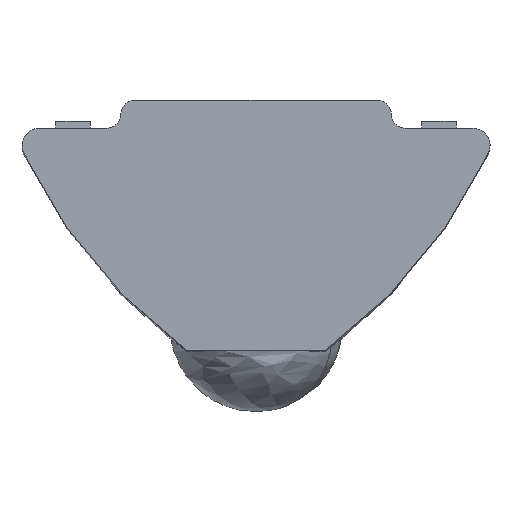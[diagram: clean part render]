
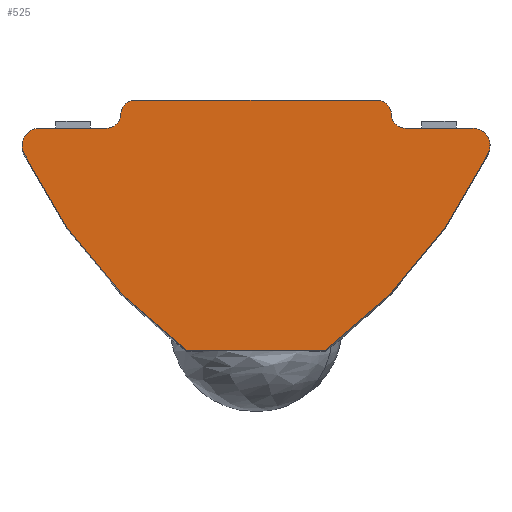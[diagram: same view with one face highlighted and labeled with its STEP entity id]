
A CAD part, top view. The second image highlights one B-rep face of the part: STEP entity #525.
In plain terms, the highlighted planar face has unit normal (0, 0, 1).
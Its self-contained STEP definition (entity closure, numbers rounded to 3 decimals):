
#7 = PLANE ( 'NONE',  #632 ) ;
#10 = DIRECTION ( 'NONE',  ( 0., 0., -1. ) ) ;
#24 = DIRECTION ( 'NONE',  ( 0., 0., -1. ) ) ;
#27 = CIRCLE ( 'NONE', #235, 0.4 ) ;
#40 = EDGE_CURVE ( 'NONE', #335, #828, #1219, .T. ) ;
#41 = LINE ( 'NONE', #1113, #639 ) ;
#49 = CARTESIAN_POINT ( 'NONE',  ( -6.25, -1.3, 22. ) ) ;
#61 = CARTESIAN_POINT ( 'NONE',  ( -6.25, -0.8, 22. ) ) ;
#89 = CARTESIAN_POINT ( 'NONE',  ( -6.702, -1.514, 22. ) ) ;
#97 = VERTEX_POINT ( 'NONE', #1090 ) ;
#109 = CARTESIAN_POINT ( 'NONE',  ( -6.25, -1.3, 22. ) ) ;
#112 = DIRECTION ( 'NONE',  ( -1., 0., 0. ) ) ;
#113 = EDGE_CURVE ( 'NONE', #400, #815, #720, .T. ) ;
#117 = CARTESIAN_POINT ( 'NONE',  ( -6.25, -1.3, 22. ) ) ;
#142 = CARTESIAN_POINT ( 'NONE',  ( -6.75, -1.3, 22. ) ) ;
#170 = EDGE_CURVE ( 'NONE', #1232, #242, #1217, .T. ) ;
#175 = CIRCLE ( 'NONE', #1106, 15. ) ;
#181 = AXIS2_PLACEMENT_3D ( 'NONE', #1293, #24, #569 ) ;
#235 = AXIS2_PLACEMENT_3D ( 'NONE', #249, #1085, #665 ) ;
#242 = VERTEX_POINT ( 'NONE', #1122 ) ;
#249 = CARTESIAN_POINT ( 'NONE',  ( -3.5, -0.4, 22. ) ) ;
#259 = DIRECTION ( 'NONE',  ( -1., 0., 0. ) ) ;
#262 = LINE ( 'NONE', #61, #1342 ) ;
#267 = CARTESIAN_POINT ( 'NONE',  ( 6.854, 4.908, 22. ) ) ;
#276 = DIRECTION ( 'NONE',  ( 0., 0., 1. ) ) ;
#307 = ORIENTED_EDGE ( 'NONE', *, *, #448, .F. ) ;
#335 = VERTEX_POINT ( 'NONE', #787 ) ;
#349 = AXIS2_PLACEMENT_3D ( 'NONE', #267, #1002, #790 ) ;
#371 = VERTEX_POINT ( 'NONE', #404 ) ;
#391 = VECTOR ( 'NONE', #1301, 1000. ) ;
#400 = VERTEX_POINT ( 'NONE', #89 ) ;
#404 = CARTESIAN_POINT ( 'NONE',  ( -2., -7.2, 22. ) ) ;
#426 = LINE ( 'NONE', #668, #391 ) ;
#446 = EDGE_CURVE ( 'NONE', #1213, #1126, #175, .T. ) ;
#448 = EDGE_CURVE ( 'NONE', #815, #1356, #1251, .T. ) ;
#491 = DIRECTION ( 'NONE',  ( 0., 0., -1. ) ) ;
#513 = CARTESIAN_POINT ( 'NONE',  ( -3.9, -0.4, 22. ) ) ;
#525 = ADVANCED_FACE ( 'NONE', ( #1297 ), #7, .T. ) ;
#539 = EDGE_CURVE ( 'NONE', #971, #828, #550, .T. ) ;
#550 = CIRCLE ( 'NONE', #714, 0.4 ) ;
#565 = CARTESIAN_POINT ( 'NONE',  ( 4.3, -0.8, 22. ) ) ;
#569 = DIRECTION ( 'NONE',  ( 1., 0., 0. ) ) ;
#591 = CARTESIAN_POINT ( 'NONE',  ( 6.702, -1.514, 22. ) ) ;
#608 = AXIS2_PLACEMENT_3D ( 'NONE', #49, #890, #259 ) ;
#632 = AXIS2_PLACEMENT_3D ( 'NONE', #117, #276, #695 ) ;
#634 = DIRECTION ( 'NONE',  ( -1., 0., 0. ) ) ;
#639 = VECTOR ( 'NONE', #1214, 1000. ) ;
#650 = ORIENTED_EDGE ( 'NONE', *, *, #446, .T. ) ;
#661 = AXIS2_PLACEMENT_3D ( 'NONE', #1151, #10, #634 ) ;
#665 = DIRECTION ( 'NONE',  ( -1., 0., 0. ) ) ;
#668 = CARTESIAN_POINT ( 'NONE',  ( -6.25, -7.2, 22. ) ) ;
#669 = VECTOR ( 'NONE', #958, 1000. ) ;
#677 = AXIS2_PLACEMENT_3D ( 'NONE', #109, #1158, #740 ) ;
#682 = ORIENTED_EDGE ( 'NONE', *, *, #1287, .T. ) ;
#688 = ORIENTED_EDGE ( 'NONE', *, *, #1227, .F. ) ;
#695 = DIRECTION ( 'NONE',  ( 1., 0., 0. ) ) ;
#708 = ORIENTED_EDGE ( 'NONE', *, *, #113, .F. ) ;
#714 = AXIS2_PLACEMENT_3D ( 'NONE', #1131, #491, #1124 ) ;
#720 = CIRCLE ( 'NONE', #608, 0.5 ) ;
#740 = DIRECTION ( 'NONE',  ( -1., 0., 0. ) ) ;
#749 = CARTESIAN_POINT ( 'NONE',  ( -6.25, -0.8, 22. ) ) ;
#754 = ORIENTED_EDGE ( 'NONE', *, *, #1114, .T. ) ;
#769 = ORIENTED_EDGE ( 'NONE', *, *, #170, .T. ) ;
#787 = CARTESIAN_POINT ( 'NONE',  ( 3.5, 0., 22. ) ) ;
#790 = DIRECTION ( 'NONE',  ( -1., 0., 0. ) ) ;
#796 = ORIENTED_EDGE ( 'NONE', *, *, #896, .T. ) ;
#815 = VERTEX_POINT ( 'NONE', #142 ) ;
#828 = VERTEX_POINT ( 'NONE', #1183 ) ;
#835 = CARTESIAN_POINT ( 'NONE',  ( 2., -7.2, 22. ) ) ;
#853 = ORIENTED_EDGE ( 'NONE', *, *, #539, .T. ) ;
#878 = ORIENTED_EDGE ( 'NONE', *, *, #949, .F. ) ;
#890 = DIRECTION ( 'NONE',  ( 0., 0., -1. ) ) ;
#896 = EDGE_CURVE ( 'NONE', #371, #1213, #426, .T. ) ;
#898 = ORIENTED_EDGE ( 'NONE', *, *, #40, .F. ) ;
#907 = CARTESIAN_POINT ( 'NONE',  ( 6.25, -0.8, 22. ) ) ;
#922 = ORIENTED_EDGE ( 'NONE', *, *, #1044, .T. ) ;
#945 = CARTESIAN_POINT ( 'NONE',  ( -6.854, 4.908, 22. ) ) ;
#949 = EDGE_CURVE ( 'NONE', #1232, #97, #27, .T. ) ;
#953 = LINE ( 'NONE', #1265, #669 ) ;
#958 = DIRECTION ( 'NONE',  ( -1., 0., 0. ) ) ;
#971 = VERTEX_POINT ( 'NONE', #565 ) ;
#998 = DIRECTION ( 'NONE',  ( -1., 0., 0. ) ) ;
#1002 = DIRECTION ( 'NONE',  ( 0., 0., -1. ) ) ;
#1003 = ORIENTED_EDGE ( 'NONE', *, *, #1004, .F. ) ;
#1004 = EDGE_CURVE ( 'NONE', #371, #400, #1070, .T. ) ;
#1027 = AXIS2_PLACEMENT_3D ( 'NONE', #1353, #1140, #112 ) ;
#1044 = EDGE_CURVE ( 'NONE', #242, #1356, #262, .T. ) ;
#1049 = DIRECTION ( 'NONE',  ( 0., 0., 1. ) ) ;
#1054 = DIRECTION ( 'NONE',  ( -1., 0., 0. ) ) ;
#1070 = CIRCLE ( 'NONE', #349, 15. ) ;
#1083 = CIRCLE ( 'NONE', #1027, 0.5 ) ;
#1085 = DIRECTION ( 'NONE',  ( 0., 0., -1. ) ) ;
#1090 = CARTESIAN_POINT ( 'NONE',  ( -3.5, 0., 22. ) ) ;
#1106 = AXIS2_PLACEMENT_3D ( 'NONE', #945, #1049, #1054 ) ;
#1113 = CARTESIAN_POINT ( 'NONE',  ( -6.25, 0., 22. ) ) ;
#1114 = EDGE_CURVE ( 'NONE', #335, #97, #41, .T. ) ;
#1122 = CARTESIAN_POINT ( 'NONE',  ( -4.3, -0.8, 22. ) ) ;
#1124 = DIRECTION ( 'NONE',  ( 1., 0., 0. ) ) ;
#1126 = VERTEX_POINT ( 'NONE', #591 ) ;
#1131 = CARTESIAN_POINT ( 'NONE',  ( 4.3, -0.4, 22. ) ) ;
#1140 = DIRECTION ( 'NONE',  ( 0., 0., -1. ) ) ;
#1151 = CARTESIAN_POINT ( 'NONE',  ( 3.5, -0.4, 22. ) ) ;
#1158 = DIRECTION ( 'NONE',  ( 0., 0., -1. ) ) ;
#1168 = VERTEX_POINT ( 'NONE', #907 ) ;
#1183 = CARTESIAN_POINT ( 'NONE',  ( 3.9, -0.4, 22. ) ) ;
#1213 = VERTEX_POINT ( 'NONE', #835 ) ;
#1214 = DIRECTION ( 'NONE',  ( -1., 0., 0. ) ) ;
#1217 = CIRCLE ( 'NONE', #181, 0.4 ) ;
#1219 = CIRCLE ( 'NONE', #661, 0.4 ) ;
#1227 = EDGE_CURVE ( 'NONE', #1168, #1126, #1083, .T. ) ;
#1232 = VERTEX_POINT ( 'NONE', #513 ) ;
#1251 = CIRCLE ( 'NONE', #677, 0.5 ) ;
#1256 = EDGE_LOOP ( 'NONE', ( #922, #307, #708, #1003, #796, #650, #688, #682, #853, #898, #754, #878, #769 ) ) ;
#1265 = CARTESIAN_POINT ( 'NONE',  ( -6.25, -0.8, 22. ) ) ;
#1287 = EDGE_CURVE ( 'NONE', #1168, #971, #953, .T. ) ;
#1293 = CARTESIAN_POINT ( 'NONE',  ( -4.3, -0.4, 22. ) ) ;
#1297 = FACE_OUTER_BOUND ( 'NONE', #1256, .T. ) ;
#1301 = DIRECTION ( 'NONE',  ( 1., 0., 0. ) ) ;
#1342 = VECTOR ( 'NONE', #998, 1000. ) ;
#1353 = CARTESIAN_POINT ( 'NONE',  ( 6.25, -1.3, 22. ) ) ;
#1356 = VERTEX_POINT ( 'NONE', #749 ) ;
